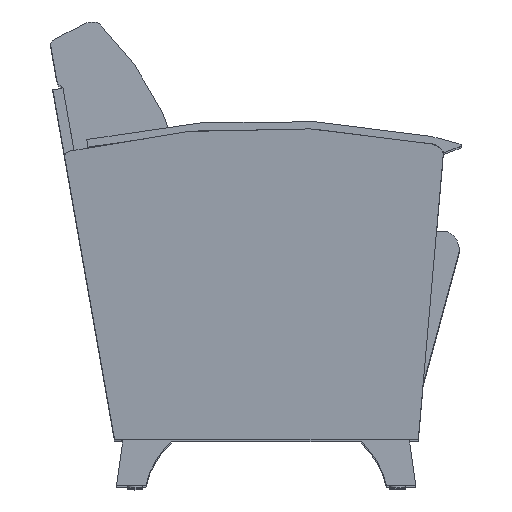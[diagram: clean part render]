
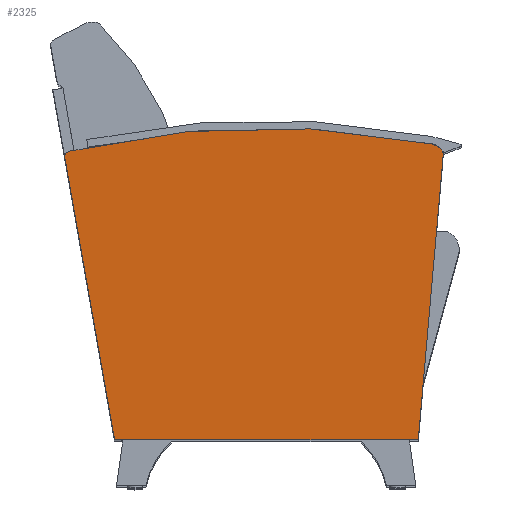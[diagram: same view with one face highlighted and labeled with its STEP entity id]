
A CAD part, top view. The second image highlights one B-rep face of the part: STEP entity #2325.
In plain terms, the highlighted face is planar.
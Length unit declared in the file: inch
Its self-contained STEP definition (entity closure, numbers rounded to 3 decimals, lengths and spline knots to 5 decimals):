
#112=ELLIPSE('',#2589,0.40081,0.4);
#113=ELLIPSE('',#2592,1.00203,1.);
#114=ELLIPSE('',#2593,61.57433,61.44981);
#190=PLANE('',#2591);
#296=FACE_OUTER_BOUND('',#437,.T.);
#437=EDGE_LOOP('',(#1848,#1849,#1850,#1851,#1852,#1853));
#639=LINE('',#3822,#831);
#640=LINE('',#3825,#832);
#641=LINE('',#3827,#833);
#831=VECTOR('',#3065,0.3937);
#832=VECTOR('',#3068,0.3937);
#833=VECTOR('',#3069,0.3937);
#1122=VERTEX_POINT('',#3812);
#1123=VERTEX_POINT('',#3814);
#1125=VERTEX_POINT('',#3820);
#1126=VERTEX_POINT('',#3824);
#1127=VERTEX_POINT('',#3826);
#1128=VERTEX_POINT('',#3828);
#1387=EDGE_CURVE('',#1123,#1122,#112,.T.);
#1391=EDGE_CURVE('',#1122,#1125,#639,.T.);
#1392=EDGE_CURVE('',#1125,#1126,#640,.T.);
#1393=EDGE_CURVE('',#1126,#1127,#641,.T.);
#1394=EDGE_CURVE('',#1127,#1128,#113,.T.);
#1395=EDGE_CURVE('',#1128,#1123,#114,.T.);
#1848=ORIENTED_EDGE('',*,*,#1387,.T.);
#1849=ORIENTED_EDGE('',*,*,#1391,.T.);
#1850=ORIENTED_EDGE('',*,*,#1392,.T.);
#1851=ORIENTED_EDGE('',*,*,#1393,.T.);
#1852=ORIENTED_EDGE('',*,*,#1394,.T.);
#1853=ORIENTED_EDGE('',*,*,#1395,.T.);
#2325=ADVANCED_FACE('',(#296),#190,.T.);
#2589=AXIS2_PLACEMENT_3D('',#3815,#3058,#3059);
#2591=AXIS2_PLACEMENT_3D('',#3823,#3066,#3067);
#2592=AXIS2_PLACEMENT_3D('',#3829,#3070,#3071);
#2593=AXIS2_PLACEMENT_3D('',#3830,#3072,#3073);
#3058=DIRECTION('center_axis',(0.,-0.064,-0.998));
#3059=DIRECTION('ref_axis',(0.,0.998,-0.064));
#3065=DIRECTION('',(-0.173,-0.983,0.063));
#3066=DIRECTION('center_axis',(0.,-0.064,-0.998));
#3067=DIRECTION('ref_axis',(0.,-0.998,0.064));
#3068=DIRECTION('',(-1.,0.,0.));
#3069=DIRECTION('',(-0.087,0.994,-0.063));
#3070=DIRECTION('center_axis',(0.,-0.064,-0.998));
#3071=DIRECTION('ref_axis',(0.,0.998,-0.064));
#3072=DIRECTION('center_axis',(0.,-0.064,-0.998));
#3073=DIRECTION('ref_axis',(0.,0.998,-0.064));
#3812=CARTESIAN_POINT('',(-6.39498,20.4451,0.13777));
#3814=CARTESIAN_POINT('',(-6.69534,20.90347,0.10858));
#3815=CARTESIAN_POINT('Origin',(-6.7889,20.51456,0.13335));
#3820=CARTESIAN_POINT('',(-10.,0.,1.44));
#3822=CARTESIAN_POINT('',(-6.15588,21.80111,0.05141));
#3823=CARTESIAN_POINT('Origin',(-5.,22.60818,0.));
#3824=CARTESIAN_POINT('',(-32.,0.,1.44));
#3825=CARTESIAN_POINT('',(-7.5,0.,1.44));
#3826=CARTESIAN_POINT('',(-33.81714,20.77004,0.11708));
#3827=CARTESIAN_POINT('',(-32.88333,10.09647,0.79692));
#3828=CARTESIAN_POINT('',(-32.92899,21.45282,0.07359));
#3829=CARTESIAN_POINT('Origin',(-32.86817,20.45467,0.13717));
#3830=CARTESIAN_POINT('Origin',(-21.06903,-38.84162,3.91397));
